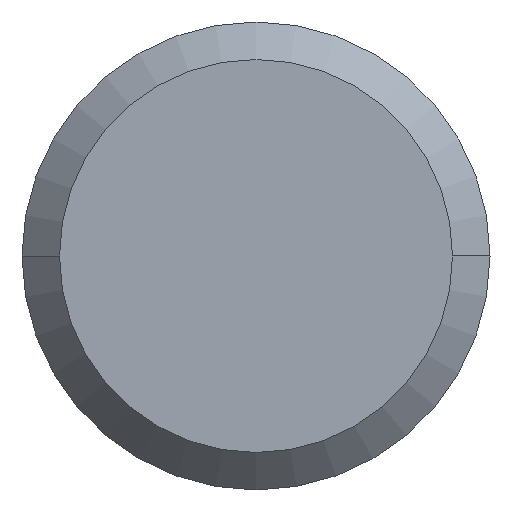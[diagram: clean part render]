
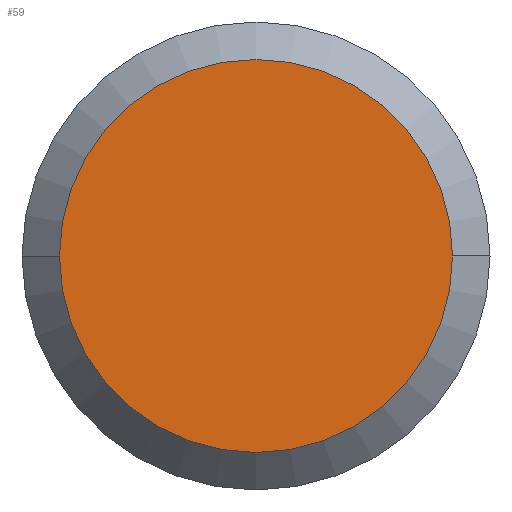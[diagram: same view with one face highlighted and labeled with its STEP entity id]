
A CAD part, left-side view. The second image highlights one B-rep face of the part: STEP entity #59.
In plain terms, the highlighted planar face has unit normal (-1, 0, 0).
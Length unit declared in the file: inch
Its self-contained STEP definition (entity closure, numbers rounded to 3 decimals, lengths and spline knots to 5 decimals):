
#17 = CARTESIAN_POINT ( 'NONE',  ( 0., -0.10485, 0. ) ) ;
#59 = ADVANCED_FACE ( 'NONE', ( #869 ), #1016, .F. ) ;
#112 = CIRCLE ( 'NONE', #146, 0.10485 ) ;
#146 = AXIS2_PLACEMENT_3D ( 'NONE', #315, #797, #378 ) ;
#147 = ORIENTED_EDGE ( 'NONE', *, *, #1040, .T. ) ;
#239 = CARTESIAN_POINT ( 'NONE',  ( 0., 0., 0. ) ) ;
#315 = CARTESIAN_POINT ( 'NONE',  ( 0., 0., 0. ) ) ;
#323 = EDGE_LOOP ( 'NONE', ( #147, #673 ) ) ;
#335 = DIRECTION ( 'NONE',  ( -1., 0., 0. ) ) ;
#378 = DIRECTION ( 'NONE',  ( 0., -1., 0. ) ) ;
#468 = EDGE_CURVE ( 'NONE', #579, #596, #112, .T. ) ;
#575 = AXIS2_PLACEMENT_3D ( 'NONE', #633, #708, #1031 ) ;
#579 = VERTEX_POINT ( 'NONE', #17 ) ;
#596 = VERTEX_POINT ( 'NONE', #842 ) ;
#626 = AXIS2_PLACEMENT_3D ( 'NONE', #239, #335, #818 ) ;
#633 = CARTESIAN_POINT ( 'NONE',  ( 0., 0.10485, 0. ) ) ;
#673 = ORIENTED_EDGE ( 'NONE', *, *, #468, .T. ) ;
#681 = CIRCLE ( 'NONE', #626, 0.10485 ) ;
#708 = DIRECTION ( 'NONE',  ( 1., 0., 0. ) ) ;
#797 = DIRECTION ( 'NONE',  ( -1., 0., 0. ) ) ;
#818 = DIRECTION ( 'NONE',  ( 0., -1., 0. ) ) ;
#842 = CARTESIAN_POINT ( 'NONE',  ( 0., 0.10485, 0. ) ) ;
#869 = FACE_OUTER_BOUND ( 'NONE', #323, .T. ) ;
#1016 = PLANE ( 'NONE',  #575 ) ;
#1031 = DIRECTION ( 'NONE',  ( 0., 1., 0. ) ) ;
#1040 = EDGE_CURVE ( 'NONE', #596, #579, #681, .T. ) ;
